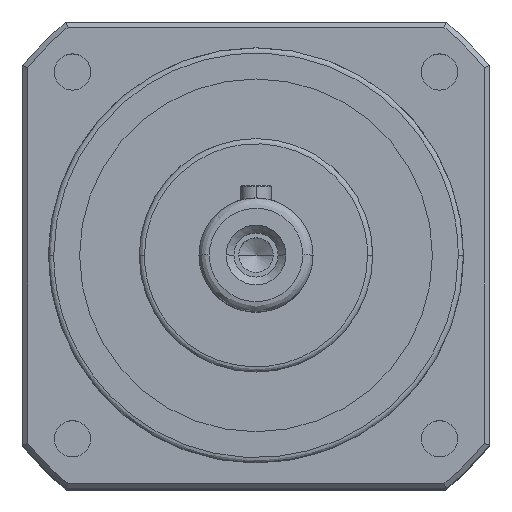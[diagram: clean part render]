
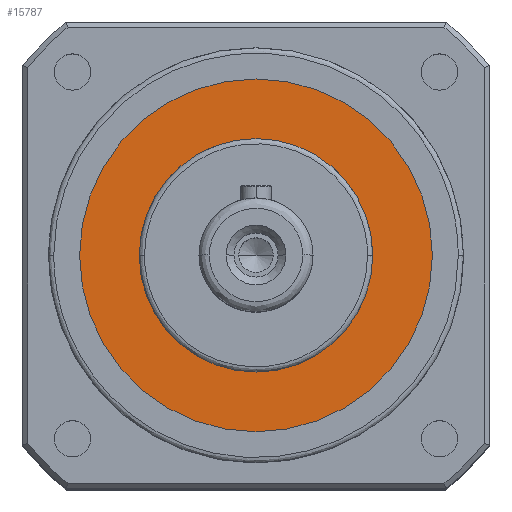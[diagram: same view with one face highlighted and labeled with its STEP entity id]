
A CAD part, top view. The second image highlights one B-rep face of the part: STEP entity #15787.
In plain terms, the highlighted planar face has unit normal (0, 0, 1).
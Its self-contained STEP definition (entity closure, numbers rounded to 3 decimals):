
#889 = CARTESIAN_POINT ( 'NONE',  ( 0., 0., 109.49 ) ) ;
#1152 = CIRCLE ( 'NONE', #8533, 22.5 ) ;
#1704 = DIRECTION ( 'NONE',  ( -1., 0., 0. ) ) ;
#2061 = AXIS2_PLACEMENT_3D ( 'NONE', #15990, #15967, #15940 ) ;
#2537 = EDGE_LOOP ( 'NONE', ( #15384, #4574 ) ) ;
#2550 = DIRECTION ( 'NONE',  ( 1., 0., 0. ) ) ;
#3007 = EDGE_LOOP ( 'NONE', ( #8367, #8568 ) ) ;
#4511 = VERTEX_POINT ( 'NONE', #12081 ) ;
#4574 = ORIENTED_EDGE ( 'NONE', *, *, #9531, .T. ) ;
#4824 = VERTEX_POINT ( 'NONE', #19254 ) ;
#5270 = CARTESIAN_POINT ( 'NONE',  ( -22.5, 0., 109.49 ) ) ;
#5677 = CARTESIAN_POINT ( 'NONE',  ( 22.5, 0., 109.49 ) ) ;
#6171 = FACE_OUTER_BOUND ( 'NONE', #3007, .T. ) ;
#6770 = EDGE_CURVE ( 'NONE', #4511, #4824, #13298, .T. ) ;
#8367 = ORIENTED_EDGE ( 'NONE', *, *, #9248, .T. ) ;
#8422 = CARTESIAN_POINT ( 'NONE',  ( 0., 0., 109.49 ) ) ;
#8533 = AXIS2_PLACEMENT_3D ( 'NONE', #20768, #11247, #1704 ) ;
#8568 = ORIENTED_EDGE ( 'NONE', *, *, #6770, .T. ) ;
#8815 = DIRECTION ( 'NONE',  ( -1., 0., 0. ) ) ;
#8829 = DIRECTION ( 'NONE',  ( 0., 0., -1. ) ) ;
#9248 = EDGE_CURVE ( 'NONE', #4824, #4511, #12594, .T. ) ;
#9531 = EDGE_CURVE ( 'NONE', #11590, #17930, #10831, .T. ) ;
#10831 = CIRCLE ( 'NONE', #13919, 22.5 ) ;
#11247 = DIRECTION ( 'NONE',  ( 0., 0., -1. ) ) ;
#11590 = VERTEX_POINT ( 'NONE', #5677 ) ;
#12081 = CARTESIAN_POINT ( 'NONE',  ( 34., 0., 109.49 ) ) ;
#12092 = DIRECTION ( 'NONE',  ( 0., 0., 1. ) ) ;
#12129 = AXIS2_PLACEMENT_3D ( 'NONE', #18781, #18623, #19889 ) ;
#12404 = EDGE_CURVE ( 'NONE', #17930, #11590, #1152, .T. ) ;
#12594 = CIRCLE ( 'NONE', #2061, 34. ) ;
#13298 = CIRCLE ( 'NONE', #12129, 34. ) ;
#13919 = AXIS2_PLACEMENT_3D ( 'NONE', #8422, #8829, #8815 ) ;
#15092 = PLANE ( 'NONE',  #18564 ) ;
#15384 = ORIENTED_EDGE ( 'NONE', *, *, #12404, .T. ) ;
#15787 = ADVANCED_FACE ( 'NONE', ( #6171, #18706 ), #15092, .T. ) ;
#15940 = DIRECTION ( 'NONE',  ( -1., 0., 0. ) ) ;
#15967 = DIRECTION ( 'NONE',  ( 0., 0., 1. ) ) ;
#15990 = CARTESIAN_POINT ( 'NONE',  ( 0., 0., 109.49 ) ) ;
#17930 = VERTEX_POINT ( 'NONE', #5270 ) ;
#18564 = AXIS2_PLACEMENT_3D ( 'NONE', #889, #12092, #2550 ) ;
#18623 = DIRECTION ( 'NONE',  ( 0., 0., 1. ) ) ;
#18706 = FACE_BOUND ( 'NONE', #2537, .T. ) ;
#18781 = CARTESIAN_POINT ( 'NONE',  ( 0., 0., 109.49 ) ) ;
#19254 = CARTESIAN_POINT ( 'NONE',  ( -34., 0., 109.49 ) ) ;
#19889 = DIRECTION ( 'NONE',  ( -1., 0., 0. ) ) ;
#20768 = CARTESIAN_POINT ( 'NONE',  ( 0., 0., 109.49 ) ) ;
